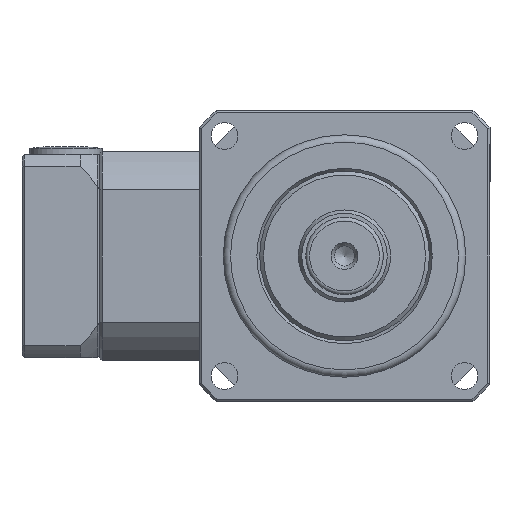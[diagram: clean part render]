
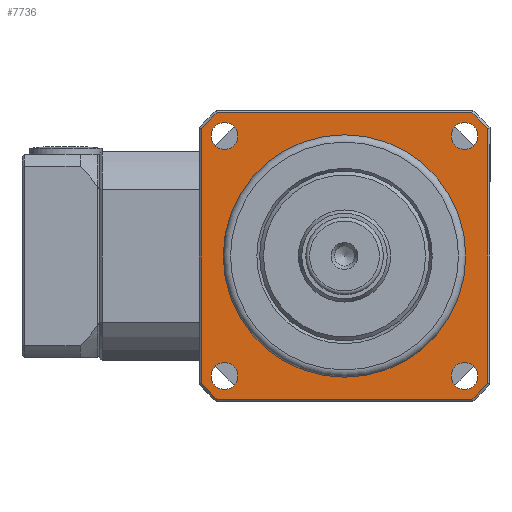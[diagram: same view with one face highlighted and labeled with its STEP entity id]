
A CAD part, left-side view. The second image highlights one B-rep face of the part: STEP entity #7736.
In plain terms, the highlighted planar face has unit normal (-1, 0, 0).
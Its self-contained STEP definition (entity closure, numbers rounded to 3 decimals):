
#665=LINE('',#12587,#1060);
#666=LINE('',#12591,#1061);
#667=LINE('',#12595,#1062);
#668=LINE('',#12599,#1063);
#1060=VECTOR('',#10152,52.536);
#1061=VECTOR('',#10155,52.536);
#1062=VECTOR('',#10158,52.536);
#1063=VECTOR('',#10161,52.536);
#1349=PLANE('',#8517);
#1578=FACE_BOUND('',#2585,.T.);
#1579=FACE_BOUND('',#2586,.T.);
#1580=FACE_BOUND('',#2587,.T.);
#1581=FACE_BOUND('',#2588,.T.);
#1582=FACE_BOUND('',#2589,.T.);
#1953=FACE_OUTER_BOUND('',#2584,.T.);
#2584=EDGE_LOOP('',(#6051,#6052,#6053,#6054,#6055,#6056,#6057,#6058));
#2585=EDGE_LOOP('',(#6059));
#2586=EDGE_LOOP('',(#6060));
#2587=EDGE_LOOP('',(#6061));
#2588=EDGE_LOOP('',(#6062));
#2589=EDGE_LOOP('',(#6063));
#3143=CIRCLE('',#8507,2.75);
#3145=CIRCLE('',#8510,2.75);
#3147=CIRCLE('',#8513,2.75);
#3149=CIRCLE('',#8516,2.75);
#3150=CIRCLE('',#8518,39.5);
#3151=CIRCLE('',#8519,39.5);
#3152=CIRCLE('',#8520,39.5);
#3153=CIRCLE('',#8521,39.5);
#3154=CIRCLE('',#8522,25.);
#3695=VERTEX_POINT('',#12567);
#3697=VERTEX_POINT('',#12572);
#3699=VERTEX_POINT('',#12577);
#3701=VERTEX_POINT('',#12582);
#3702=VERTEX_POINT('',#12585);
#3703=VERTEX_POINT('',#12586);
#3704=VERTEX_POINT('',#12588);
#3705=VERTEX_POINT('',#12590);
#3706=VERTEX_POINT('',#12592);
#3707=VERTEX_POINT('',#12594);
#3708=VERTEX_POINT('',#12596);
#3709=VERTEX_POINT('',#12598);
#3710=VERTEX_POINT('',#12601);
#4558=EDGE_CURVE('',#3695,#3695,#3143,.T.);
#4560=EDGE_CURVE('',#3697,#3697,#3145,.T.);
#4562=EDGE_CURVE('',#3699,#3699,#3147,.T.);
#4564=EDGE_CURVE('',#3701,#3701,#3149,.T.);
#4565=EDGE_CURVE('',#3702,#3703,#665,.T.);
#4566=EDGE_CURVE('',#3704,#3702,#3150,.T.);
#4567=EDGE_CURVE('',#3705,#3704,#666,.T.);
#4568=EDGE_CURVE('',#3706,#3705,#3151,.T.);
#4569=EDGE_CURVE('',#3707,#3706,#667,.T.);
#4570=EDGE_CURVE('',#3708,#3707,#3152,.T.);
#4571=EDGE_CURVE('',#3709,#3708,#668,.T.);
#4572=EDGE_CURVE('',#3703,#3709,#3153,.T.);
#4573=EDGE_CURVE('',#3710,#3710,#3154,.T.);
#6051=ORIENTED_EDGE('',*,*,#4565,.F.);
#6052=ORIENTED_EDGE('',*,*,#4566,.F.);
#6053=ORIENTED_EDGE('',*,*,#4567,.F.);
#6054=ORIENTED_EDGE('',*,*,#4568,.F.);
#6055=ORIENTED_EDGE('',*,*,#4569,.F.);
#6056=ORIENTED_EDGE('',*,*,#4570,.F.);
#6057=ORIENTED_EDGE('',*,*,#4571,.F.);
#6058=ORIENTED_EDGE('',*,*,#4572,.F.);
#6059=ORIENTED_EDGE('',*,*,#4573,.T.);
#6060=ORIENTED_EDGE('',*,*,#4558,.T.);
#6061=ORIENTED_EDGE('',*,*,#4560,.T.);
#6062=ORIENTED_EDGE('',*,*,#4562,.T.);
#6063=ORIENTED_EDGE('',*,*,#4564,.T.);
#7736=ADVANCED_FACE('',(#1953,#1578,#1579,#1580,#1581,#1582),#1349,.T.);
#8507=AXIS2_PLACEMENT_3D('',#12568,#10130,#10131);
#8510=AXIS2_PLACEMENT_3D('',#12573,#10136,#10137);
#8513=AXIS2_PLACEMENT_3D('',#12578,#10142,#10143);
#8516=AXIS2_PLACEMENT_3D('',#12583,#10148,#10149);
#8517=AXIS2_PLACEMENT_3D('',#12584,#10150,#10151);
#8518=AXIS2_PLACEMENT_3D('',#12589,#10153,#10154);
#8519=AXIS2_PLACEMENT_3D('',#12593,#10156,#10157);
#8520=AXIS2_PLACEMENT_3D('',#12597,#10159,#10160);
#8521=AXIS2_PLACEMENT_3D('',#12600,#10162,#10163);
#8522=AXIS2_PLACEMENT_3D('',#12602,#10164,#10165);
#10130=DIRECTION('center_axis',(1.,0.,0.));
#10131=DIRECTION('ref_axis',(0.,0.,
-1.));
#10136=DIRECTION('center_axis',(1.,0.,0.));
#10137=DIRECTION('ref_axis',(0.,1.,0.));
#10142=DIRECTION('center_axis',(1.,0.,0.));
#10143=DIRECTION('ref_axis',(0.,0.,
1.));
#10148=DIRECTION('center_axis',(1.,0.,0.));
#10149=DIRECTION('ref_axis',(0.,-1.,0.));
#10150=DIRECTION('center_axis',(-1.,0.,0.));
#10151=DIRECTION('ref_axis',(0.,0.,
1.));
#10152=DIRECTION('',(0.,1.,0.));
#10153=DIRECTION('center_axis',(1.,0.,0.));
#10154=DIRECTION('ref_axis',(0.,0.,
-1.));
#10155=DIRECTION('',(0.,0.,-1.));
#10156=DIRECTION('center_axis',(1.,0.,0.));
#10157=DIRECTION('ref_axis',(0.,0.,
1.));
#10158=DIRECTION('',(0.,-1.,0.));
#10159=DIRECTION('center_axis',(1.,0.,0.));
#10160=DIRECTION('ref_axis',(0.,0.,
1.));
#10161=DIRECTION('',(0.,0.,1.));
#10162=DIRECTION('center_axis',(1.,0.,0.));
#10163=DIRECTION('ref_axis',(0.,0.,
-1.));
#10164=DIRECTION('center_axis',(1.,0.,0.));
#10165=DIRECTION('ref_axis',(0.,0.,
-1.));
#12567=CARTESIAN_POINT('',(-102.904,-6.479,-16.676));
#12568=CARTESIAN_POINT('Origin',(-102.904,-6.479,-19.426));
#12572=CARTESIAN_POINT('',(-102.904,-9.229,-68.924));
#12573=CARTESIAN_POINT('Origin',(-102.904,-6.479,-68.924));
#12577=CARTESIAN_POINT('',(-102.904,43.018,-71.674));
#12578=CARTESIAN_POINT('Origin',(-102.904,43.018,-68.924));
#12582=CARTESIAN_POINT('',(-102.904,45.768,-19.426));
#12583=CARTESIAN_POINT('Origin',(-102.904,43.018,-19.426));
#12584=CARTESIAN_POINT('Origin',(-102.904,18.27,-44.175));
#12585=CARTESIAN_POINT('',(-102.904,-7.998,-73.675));
#12586=CARTESIAN_POINT('',(-102.904,44.537,-73.675));
#12587=CARTESIAN_POINT('',(-102.904,33.27,-73.675));
#12588=CARTESIAN_POINT('',(-102.904,-11.23,-70.443));
#12589=CARTESIAN_POINT('Origin',(-102.904,18.27,-44.175));
#12590=CARTESIAN_POINT('',(-102.904,-11.23,-17.907));
#12591=CARTESIAN_POINT('',(-102.904,-11.23,-59.175));
#12592=CARTESIAN_POINT('',(-102.904,-7.998,-14.675));
#12593=CARTESIAN_POINT('Origin',(-102.904,18.27,-44.175));
#12594=CARTESIAN_POINT('',(-102.904,44.537,-14.675));
#12595=CARTESIAN_POINT('',(-102.904,3.27,-14.675));
#12596=CARTESIAN_POINT('',(-102.904,47.77,-17.907));
#12597=CARTESIAN_POINT('Origin',(-102.904,18.27,-44.175));
#12598=CARTESIAN_POINT('',(-102.904,47.77,-70.443));
#12599=CARTESIAN_POINT('',(-102.904,47.77,-29.175));
#12600=CARTESIAN_POINT('Origin',(-102.904,18.27,-44.175));
#12601=CARTESIAN_POINT('',(-102.904,18.27,-19.175));
#12602=CARTESIAN_POINT('Origin',(-102.904,18.27,-44.175));
